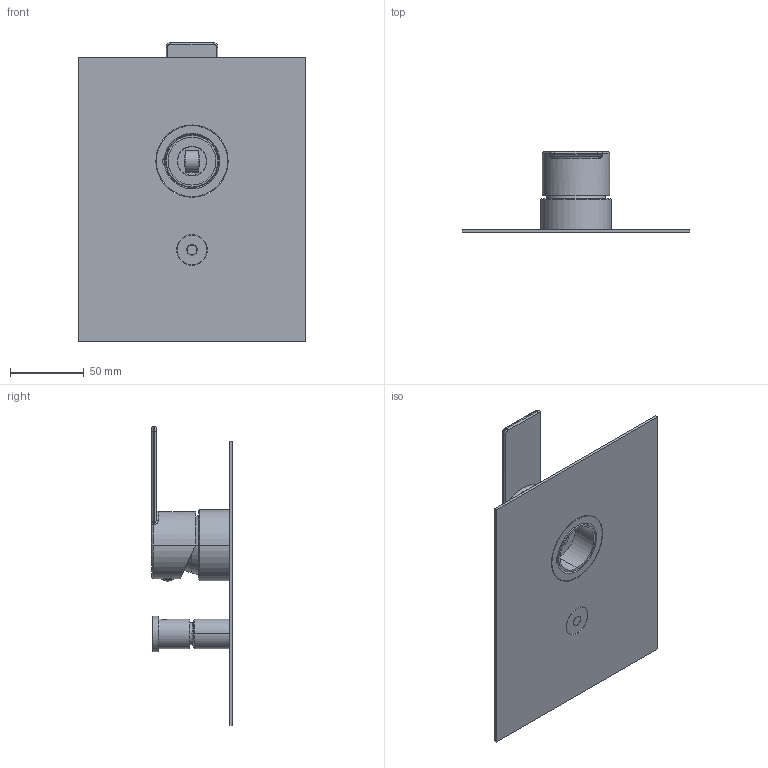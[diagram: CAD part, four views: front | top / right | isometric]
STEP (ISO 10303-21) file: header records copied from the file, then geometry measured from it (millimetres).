
FILE_DESCRIPTION((''),'2;1');
FILE_NAME('TABOX015ST-M','2022-01-24T11:10:04',('ut3'),('PAFFONI SpA'),'CREO PARAMETRIC BY PTC INC, 2020044','CREO PARAMETRIC BY PTC INC, 2020044','');
FILE_SCHEMA(('CONFIG_CONTROL_DESIGN','SHAPE_APPEARANCE_LAYERS_GROUPS'));
Length unit declared in the file: millimetre
Products named in the file (1): TABOX015ST-M
Bounding box: 154 x 55.1 x 201.75 mm (x, y, z)
Volume: 121858.4 mm3; surface area: 101546.7 mm2
Topology: 4 solids, 4 shells, 935 faces, 2512 edges, 1592 vertices
Faces by surface type: plane 577, cylinder 207, torus 75, cone 59, bspline 15, sphere 2
Entity records: 39537 total; most frequent: CARTESIAN_POINT 9094, ORIENTED_EDGE 5008, DIRECTION 4633, EDGE_CURVE 2504, VERTEX_POINT 1592, AXIS2_PLACEMENT_3D 1588, VECTOR 1457, LINE 1457
